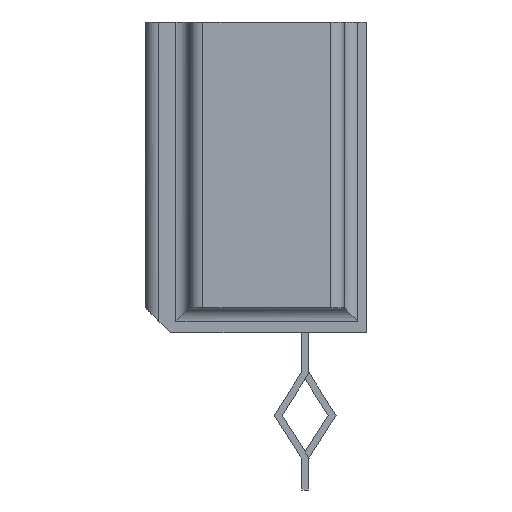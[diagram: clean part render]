
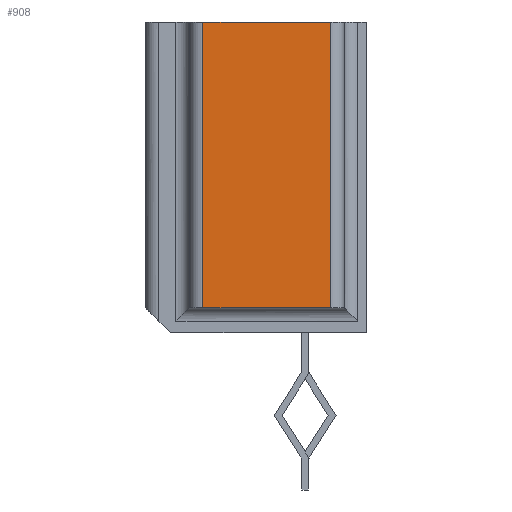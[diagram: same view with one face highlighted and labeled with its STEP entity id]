
A CAD part, left-side view. The second image highlights one B-rep face of the part: STEP entity #908.
In plain terms, the highlighted planar face has unit normal (-1, 0, 0).
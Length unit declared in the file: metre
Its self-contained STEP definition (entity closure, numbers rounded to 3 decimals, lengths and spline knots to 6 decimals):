
#908=ADVANCED_FACE('0:954',(#1587),#1588,.T.);
#1587=FACE_OUTER_BOUND('',#2839,.T.);
#1588=PLANE('',#2840);
#2839=EDGE_LOOP('',(#4383,#4384,#4385,#4386));
#2840=AXIS2_PLACEMENT_3D('',#4387,#4388,#4389);
#4383=ORIENTED_EDGE('',*,*,#9419,.F.);
#4384=ORIENTED_EDGE('',*,*,#9420,.T.);
#4385=ORIENTED_EDGE('',*,*,#9421,.T.);
#4386=ORIENTED_EDGE('',*,*,#9422,.T.);
#4387=CARTESIAN_POINT('',(0.00518,0.,0.));
#4388=DIRECTION('',(-1.0,0.0,0.0));
#4389=DIRECTION('',(0.0,0.0,1.0));
#9419=EDGE_CURVE('0:1983',#11252,#11253,#11254,.T.);
#9420=EDGE_CURVE('0:1986',#11252,#11255,#11256,.T.);
#9421=EDGE_CURVE('0:1989',#11255,#11257,#11258,.T.);
#9422=EDGE_CURVE('0:1992',#11257,#11253,#11259,.T.);
#11252=VERTEX_POINT('NONE',#14230);
#11253=VERTEX_POINT('NONE',#14231);
#11254=LINE('',#14232,#14233);
#11255=VERTEX_POINT('NONE',#14234);
#11256=LINE('',#14235,#14236);
#11257=VERTEX_POINT('NONE',#14237);
#11258=LINE('',#14238,#14239);
#11259=LINE('',#14240,#14241);
#14230=CARTESIAN_POINT('',(0.00518,-0.001665,0.000566));
#14231=CARTESIAN_POINT('',(0.00518,0.001184,0.000566));
#14232=CARTESIAN_POINT('',(0.00518,-0.002465,0.000566));
#14233=VECTOR('',#18468,1.0);
#14234=CARTESIAN_POINT('',(0.00518,-0.001665,0.00693));
#14235=CARTESIAN_POINT('',(0.00518,-0.001665,0.));
#14236=VECTOR('',#18469,1.0);
#14237=CARTESIAN_POINT('',(0.00518,0.001184,0.00693));
#14238=CARTESIAN_POINT('',(0.00518,0.,0.00693));
#14239=VECTOR('',#18470,1.0);
#14240=CARTESIAN_POINT('',(0.00518,0.001184,0.000566));
#14241=VECTOR('',#18471,1.0);
#18468=DIRECTION('',(0.0,1.0,0.0));
#18469=DIRECTION('',(0.0,0.,1.0));
#18470=DIRECTION('',(0.0,1.0,0.0));
#18471=DIRECTION('',(0.0,0.,-1.0));
